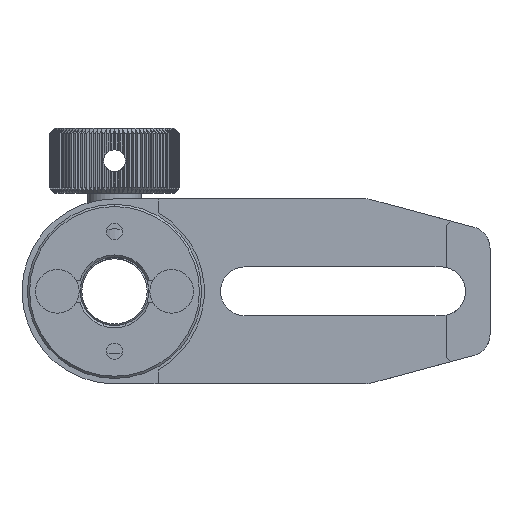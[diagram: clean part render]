
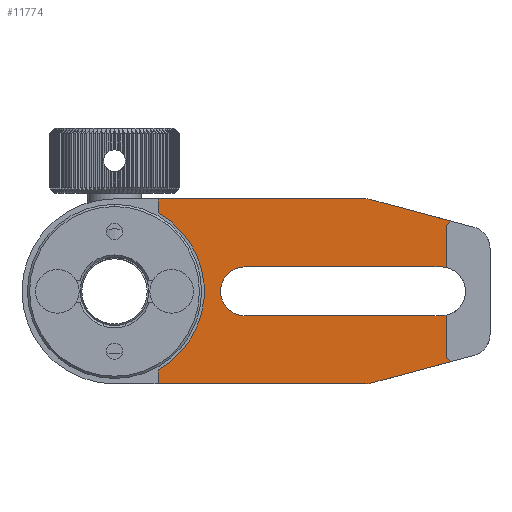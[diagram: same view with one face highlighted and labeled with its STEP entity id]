
A CAD part, front view. The second image highlights one B-rep face of the part: STEP entity #11774.
In plain terms, the highlighted planar face has unit normal (0, -1, 0).
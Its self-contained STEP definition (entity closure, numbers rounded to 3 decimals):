
#297 = EDGE_CURVE ( 'NONE', #8024, #4128, #4829, .T. ) ;
#502 = EDGE_CURVE ( 'NONE', #3648, #3660, #15249, .T. ) ;
#546 = ORIENTED_EDGE ( 'NONE', *, *, #9828, .T. ) ;
#598 = DIRECTION ( 'NONE',  ( 0., -1., 0. ) ) ;
#711 = DIRECTION ( 'NONE',  ( 0., 0., 1. ) ) ;
#777 = EDGE_CURVE ( 'NONE', #7811, #14556, #3619, .T. ) ;
#790 = CARTESIAN_POINT ( 'NONE',  ( 30.5, 0.5, -22.671 ) ) ;
#805 = LINE ( 'NONE', #11530, #5967 ) ;
#1208 = LINE ( 'NONE', #8189, #12645 ) ;
#1231 = EDGE_CURVE ( 'NONE', #2598, #5599, #13438, .T. ) ;
#1376 = ORIENTED_EDGE ( 'NONE', *, *, #6865, .T. ) ;
#1458 = CARTESIAN_POINT ( 'NONE',  ( 23.041, 0.5, -8.5 ) ) ;
#1543 = EDGE_CURVE ( 'NONE', #13248, #15581, #11212, .T. ) ;
#1717 = VECTOR ( 'NONE', #2844, 1000. ) ;
#1929 = EDGE_CURVE ( 'NONE', #3660, #8601, #8322, .T. ) ;
#1970 = ORIENTED_EDGE ( 'NONE', *, *, #13286, .F. ) ;
#1979 = LINE ( 'NONE', #11376, #3997 ) ;
#2018 = DIRECTION ( 'NONE',  ( 0., -1., 0. ) ) ;
#2276 = CIRCLE ( 'NONE', #10906, 8.25 ) ;
#2598 = VERTEX_POINT ( 'NONE', #13036 ) ;
#2627 = ORIENTED_EDGE ( 'NONE', *, *, #10046, .T. ) ;
#2664 = ORIENTED_EDGE ( 'NONE', *, *, #8801, .F. ) ;
#2784 = CARTESIAN_POINT ( 'NONE',  ( 12., 0.5, 0. ) ) ;
#2810 = VECTOR ( 'NONE', #10843, 1000. ) ;
#2844 = DIRECTION ( 'NONE',  ( -1., 0., 0. ) ) ;
#2881 = CARTESIAN_POINT ( 'NONE',  ( 4., 0.5, -7.215 ) ) ;
#2908 = CARTESIAN_POINT ( 'NONE',  ( 3.686, 0.5, 13.757 ) ) ;
#3158 = CARTESIAN_POINT ( 'NONE',  ( 30.5, 0.5, 2.194 ) ) ;
#3323 = CARTESIAN_POINT ( 'NONE',  ( 23.041, 0.5, -6.5 ) ) ;
#3481 = EDGE_CURVE ( 'NONE', #8601, #14930, #1208, .T. ) ;
#3619 = LINE ( 'NONE', #2908, #12929 ) ;
#3648 = VERTEX_POINT ( 'NONE', #3834 ) ;
#3660 = VERTEX_POINT ( 'NONE', #3748 ) ;
#3748 = CARTESIAN_POINT ( 'NONE',  ( 30., 0.5, 2.25 ) ) ;
#3780 = VECTOR ( 'NONE', #12250, 1000. ) ;
#3834 = CARTESIAN_POINT ( 'NONE',  ( 12., 0.5, 2.25 ) ) ;
#3946 = CARTESIAN_POINT ( 'NONE',  ( 30., 0.5, -2.25 ) ) ;
#3969 = CIRCLE ( 'NONE', #7006, 2. ) ;
#3979 = CARTESIAN_POINT ( 'NONE',  ( 12., 0.5, -2.25 ) ) ;
#3997 = VECTOR ( 'NONE', #4135, 1000. ) ;
#4128 = VERTEX_POINT ( 'NONE', #13918 ) ;
#4135 = DIRECTION ( 'NONE',  ( 0., 0., 1. ) ) ;
#4227 = EDGE_CURVE ( 'NONE', #15581, #12503, #805, .T. ) ;
#4378 = EDGE_CURVE ( 'NONE', #14556, #8024, #3969, .T. ) ;
#4413 = ORIENTED_EDGE ( 'NONE', *, *, #14240, .T. ) ;
#4472 = DIRECTION ( 'NONE',  ( 0.707, 0., 0.707 ) ) ;
#4720 = DIRECTION ( 'NONE',  ( 0., -1., 0. ) ) ;
#4771 = VERTEX_POINT ( 'NONE', #2881 ) ;
#4829 = LINE ( 'NONE', #11210, #9336 ) ;
#5191 = DIRECTION ( 'NONE',  ( 0., 1., 0. ) ) ;
#5314 = DIRECTION ( 'NONE',  ( 0., 0., 1. ) ) ;
#5315 = DIRECTION ( 'NONE',  ( 0., 1., 0. ) ) ;
#5337 = CARTESIAN_POINT ( 'NONE',  ( 23.558, 0.5, 8.432 ) ) ;
#5346 = EDGE_CURVE ( 'NONE', #6516, #4128, #1979, .T. ) ;
#5451 = DIRECTION ( 'NONE',  ( 0., 0., 1. ) ) ;
#5502 = DIRECTION ( 'NONE',  ( 0., 0., 1. ) ) ;
#5599 = VERTEX_POINT ( 'NONE', #15713 ) ;
#5662 = ORIENTED_EDGE ( 'NONE', *, *, #13921, .T. ) ;
#5822 = CIRCLE ( 'NONE', #6584, 2. ) ;
#5967 = VECTOR ( 'NONE', #12574, 1000. ) ;
#6164 = EDGE_LOOP ( 'NONE', ( #5662, #546, #8704, #7556, #1376, #14296, #2627, #12683, #11046, #7785, #12186, #4413, #10458, #13238, #9331, #12810, #2664, #1970 ) ) ;
#6295 = DIRECTION ( 'NONE',  ( 0., 0., 1. ) ) ;
#6516 = VERTEX_POINT ( 'NONE', #14025 ) ;
#6584 = AXIS2_PLACEMENT_3D ( 'NONE', #3323, #9036, #711 ) ;
#6763 = CARTESIAN_POINT ( 'NONE',  ( 30.894, 0.5, 6.466 ) ) ;
#6865 = EDGE_CURVE ( 'NONE', #12503, #2598, #10308, .T. ) ;
#7006 = AXIS2_PLACEMENT_3D ( 'NONE', #10557, #4720, #13245 ) ;
#7166 = LINE ( 'NONE', #13089, #2810 ) ;
#7361 = DIRECTION ( 'NONE',  ( -1., 0., 0. ) ) ;
#7556 = ORIENTED_EDGE ( 'NONE', *, *, #4227, .T. ) ;
#7602 = DIRECTION ( 'NONE',  ( 1., 0., 0. ) ) ;
#7680 = DIRECTION ( 'NONE',  ( 0., 0., 1. ) ) ;
#7785 = ORIENTED_EDGE ( 'NONE', *, *, #1929, .T. ) ;
#7811 = VERTEX_POINT ( 'NONE', #8248 ) ;
#8024 = VERTEX_POINT ( 'NONE', #10098 ) ;
#8084 = AXIS2_PLACEMENT_3D ( 'NONE', #10617, #13163, #10841 ) ;
#8189 = CARTESIAN_POINT ( 'NONE',  ( 30.5, 0.5, -22.671 ) ) ;
#8248 = CARTESIAN_POINT ( 'NONE',  ( 30.894, 0.5, 6.466 ) ) ;
#8322 = CIRCLE ( 'NONE', #8084, 2.25 ) ;
#8601 = VERTEX_POINT ( 'NONE', #3158 ) ;
#8704 = ORIENTED_EDGE ( 'NONE', *, *, #1543, .T. ) ;
#8726 = LINE ( 'NONE', #9039, #12197 ) ;
#8742 = VERTEX_POINT ( 'NONE', #1458 ) ;
#8801 = EDGE_CURVE ( 'NONE', #4771, #6516, #2276, .T. ) ;
#9006 = CARTESIAN_POINT ( 'NONE',  ( 0., 0.5, 0. ) ) ;
#9036 = DIRECTION ( 'NONE',  ( 0., -1., 0. ) ) ;
#9039 = CARTESIAN_POINT ( 'NONE',  ( 4., 0.5, 0. ) ) ;
#9048 = VERTEX_POINT ( 'NONE', #3979 ) ;
#9173 = PLANE ( 'NONE',  #13478 ) ;
#9331 = ORIENTED_EDGE ( 'NONE', *, *, #297, .T. ) ;
#9336 = VECTOR ( 'NONE', #7361, 1000. ) ;
#9828 = EDGE_CURVE ( 'NONE', #8742, #13248, #5822, .T. ) ;
#9837 = VECTOR ( 'NONE', #7602, 1000. ) ;
#9863 = VECTOR ( 'NONE', #5451, 1000. ) ;
#9875 = AXIS2_PLACEMENT_3D ( 'NONE', #11323, #5191, #6295 ) ;
#10046 = EDGE_CURVE ( 'NONE', #5599, #9048, #13669, .T. ) ;
#10098 = CARTESIAN_POINT ( 'NONE',  ( 23.041, 0.5, 8.5 ) ) ;
#10150 = DIRECTION ( 'NONE',  ( -0.966, 0., 0.259 ) ) ;
#10308 = LINE ( 'NONE', #790, #9863 ) ;
#10458 = ORIENTED_EDGE ( 'NONE', *, *, #777, .T. ) ;
#10557 = CARTESIAN_POINT ( 'NONE',  ( 23.041, 0.5, 6.5 ) ) ;
#10617 = CARTESIAN_POINT ( 'NONE',  ( 30., 0.5, 0. ) ) ;
#10773 = EDGE_CURVE ( 'NONE', #9048, #3648, #15529, .T. ) ;
#10841 = DIRECTION ( 'NONE',  ( 0., 0., 1. ) ) ;
#10843 = DIRECTION ( 'NONE',  ( 1., 0., 0. ) ) ;
#10888 = VECTOR ( 'NONE', #4472, 1000. ) ;
#10906 = AXIS2_PLACEMENT_3D ( 'NONE', #11792, #598, #14183 ) ;
#10989 = CARTESIAN_POINT ( 'NONE',  ( 30.894, 0.5, -6.466 ) ) ;
#11046 = ORIENTED_EDGE ( 'NONE', *, *, #502, .T. ) ;
#11210 = CARTESIAN_POINT ( 'NONE',  ( 0., 0.5, 8.5 ) ) ;
#11212 = LINE ( 'NONE', #11286, #3780 ) ;
#11286 = CARTESIAN_POINT ( 'NONE',  ( 3.686, 0.5, -13.757 ) ) ;
#11323 = CARTESIAN_POINT ( 'NONE',  ( 30., 0.5, 0. ) ) ;
#11376 = CARTESIAN_POINT ( 'NONE',  ( 4., 0.5, 0. ) ) ;
#11514 = CARTESIAN_POINT ( 'NONE',  ( 30.5, 0.5, -6.072 ) ) ;
#11530 = CARTESIAN_POINT ( 'NONE',  ( 30.894, 0.5, -6.466 ) ) ;
#11749 = AXIS2_PLACEMENT_3D ( 'NONE', #2784, #5315, #7680 ) ;
#11774 = ADVANCED_FACE ( 'NONE', ( #12933 ), #9173, .T. ) ;
#11792 = CARTESIAN_POINT ( 'NONE',  ( 0., 0.5, 0. ) ) ;
#12186 = ORIENTED_EDGE ( 'NONE', *, *, #3481, .T. ) ;
#12197 = VECTOR ( 'NONE', #5314, 1000. ) ;
#12250 = DIRECTION ( 'NONE',  ( 0.966, 0., 0.259 ) ) ;
#12503 = VERTEX_POINT ( 'NONE', #11514 ) ;
#12574 = DIRECTION ( 'NONE',  ( -0.707, 0., 0.707 ) ) ;
#12645 = VECTOR ( 'NONE', #14570, 1000. ) ;
#12683 = ORIENTED_EDGE ( 'NONE', *, *, #10773, .T. ) ;
#12810 = ORIENTED_EDGE ( 'NONE', *, *, #5346, .F. ) ;
#12929 = VECTOR ( 'NONE', #10150, 1000. ) ;
#12933 = FACE_OUTER_BOUND ( 'NONE', #6164, .T. ) ;
#13036 = CARTESIAN_POINT ( 'NONE',  ( 30.5, 0.5, -2.194 ) ) ;
#13089 = CARTESIAN_POINT ( 'NONE',  ( 0., 0.5, -8.5 ) ) ;
#13163 = DIRECTION ( 'NONE',  ( 0., 1., 0. ) ) ;
#13238 = ORIENTED_EDGE ( 'NONE', *, *, #4378, .T. ) ;
#13245 = DIRECTION ( 'NONE',  ( 0., 0., 1. ) ) ;
#13248 = VERTEX_POINT ( 'NONE', #15014 ) ;
#13286 = EDGE_CURVE ( 'NONE', #15633, #4771, #8726, .T. ) ;
#13438 = CIRCLE ( 'NONE', #9875, 2.25 ) ;
#13477 = CARTESIAN_POINT ( 'NONE',  ( 4., 0.5, -8.5 ) ) ;
#13478 = AXIS2_PLACEMENT_3D ( 'NONE', #9006, #2018, #5502 ) ;
#13669 = LINE ( 'NONE', #3946, #1717 ) ;
#13918 = CARTESIAN_POINT ( 'NONE',  ( 4., 0.5, 8.5 ) ) ;
#13921 = EDGE_CURVE ( 'NONE', #15633, #8742, #7166, .T. ) ;
#14025 = CARTESIAN_POINT ( 'NONE',  ( 4., 0.5, 7.215 ) ) ;
#14183 = DIRECTION ( 'NONE',  ( 0., 0., 1. ) ) ;
#14215 = CARTESIAN_POINT ( 'NONE',  ( 30.5, 0.5, 6.072 ) ) ;
#14240 = EDGE_CURVE ( 'NONE', #14930, #7811, #15362, .T. ) ;
#14296 = ORIENTED_EDGE ( 'NONE', *, *, #1231, .T. ) ;
#14556 = VERTEX_POINT ( 'NONE', #5337 ) ;
#14570 = DIRECTION ( 'NONE',  ( 0., 0., 1. ) ) ;
#14930 = VERTEX_POINT ( 'NONE', #14215 ) ;
#15014 = CARTESIAN_POINT ( 'NONE',  ( 23.558, 0.5, -8.432 ) ) ;
#15164 = CARTESIAN_POINT ( 'NONE',  ( 30., 0.5, 2.25 ) ) ;
#15249 = LINE ( 'NONE', #15164, #9837 ) ;
#15362 = LINE ( 'NONE', #6763, #10888 ) ;
#15529 = CIRCLE ( 'NONE', #11749, 2.25 ) ;
#15581 = VERTEX_POINT ( 'NONE', #10989 ) ;
#15633 = VERTEX_POINT ( 'NONE', #13477 ) ;
#15713 = CARTESIAN_POINT ( 'NONE',  ( 30., 0.5, -2.25 ) ) ;
